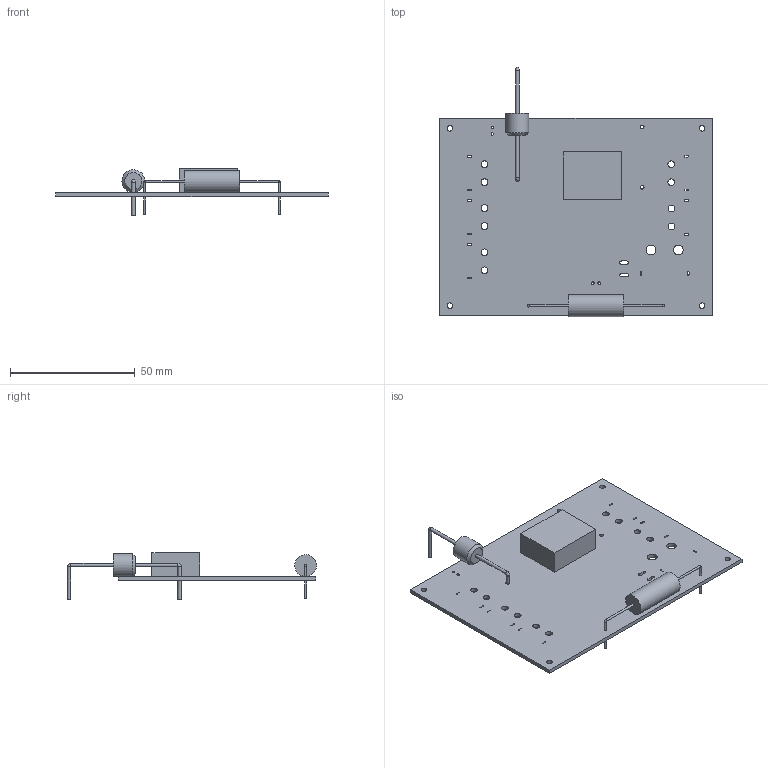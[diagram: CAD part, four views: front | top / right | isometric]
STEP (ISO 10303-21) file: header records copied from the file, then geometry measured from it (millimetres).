
FILE_DESCRIPTION(('KiCad electronic assembly'),'2;1');
FILE_NAME('hopper-power-dist.step','2022-07-17T18:38:23',('Pcbnew'),( 'Kicad'),'Open CASCADE STEP processor 7.6','KiCad to STEP converter' ,'Unknown');
FILE_SCHEMA(('AUTOMOTIVE_DESIGN { 1 0 10303 214 1 1 1 1 }'));
Length unit declared in the file: millimetre
Products named in the file (8): hopper-power-dist 1; 5KP12A; COMPOUND; ULT-12_2.5-D48NM-C; CW005900R0JB12; hopper-power-dist PCB
Assembly tree (7 placements, depth 3):
  hopper-power-dist 1
    5KP12A
      COMPOUND
    ULT-12_2.5-D48NM-C
      COMPOUND
    CW005900R0JB12
      COMPOUND
    hopper-power-dist PCB
Bounding box: 109 x 99.74 x 18.6 mm (x, y, z)
Volume: 19806.4 mm3; surface area: 21214.3 mm2
Topology: 16 solids, 16 shells, 145 faces, 332 edges, 215 vertices
Faces by surface type: bspline 57, cylinder 54, plane 34
Full cylindrical faces by diameter (mm): 1 x4, 1.05 x2, 1.47 x2, 1.55 x2, 2.2 x4, 2.7 x10, 3.9 x2
Entity records: 9562 total; most frequent: CARTESIAN_POINT 3238, DIRECTION 966, ORIENTED_EDGE 656, PCURVE 656, DEFINITIONAL_REPRESENTATION 656, LINE 558, VECTOR 558, EDGE_CURVE 328
